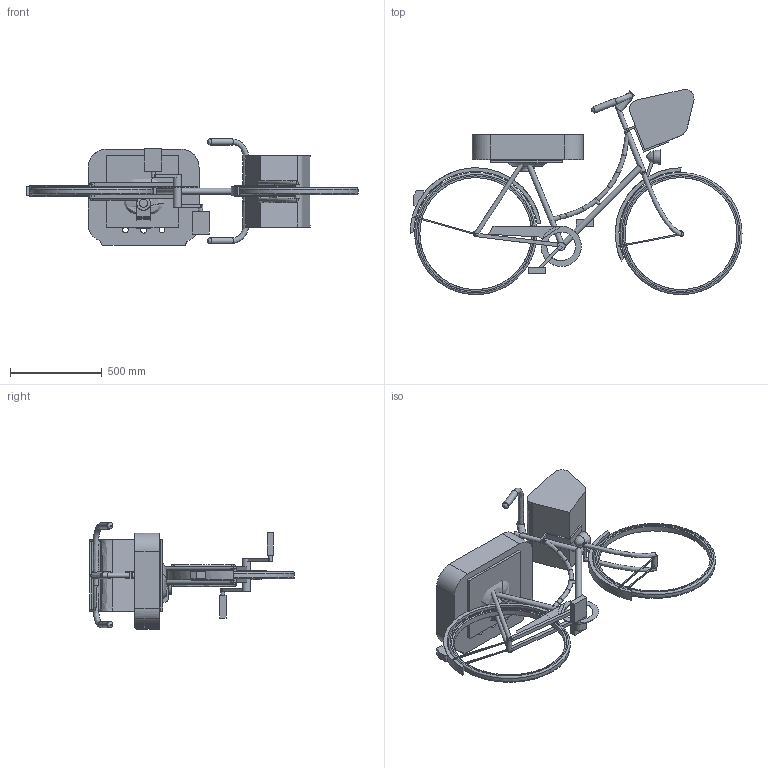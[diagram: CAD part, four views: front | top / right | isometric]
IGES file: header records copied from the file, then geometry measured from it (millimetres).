
Global section: file name: bicy1-LD; native system: AutoCAD 2015 - English; preprocessor: Autodesk Translation Framework DWG producer (atf_dwg_producer); organization: unknown; date: 20201030.105809; units: millimetre
Bounding box: 1811.37 x 1118.25 x 583.03 mm (x, y, z)
Volume: 52454712.1 mm3; surface area: 4164346.9 mm2
Topology: 46 solids, 46 shells, 339 faces, 796 edges, 541 vertices
Faces by surface type: bspline 339
